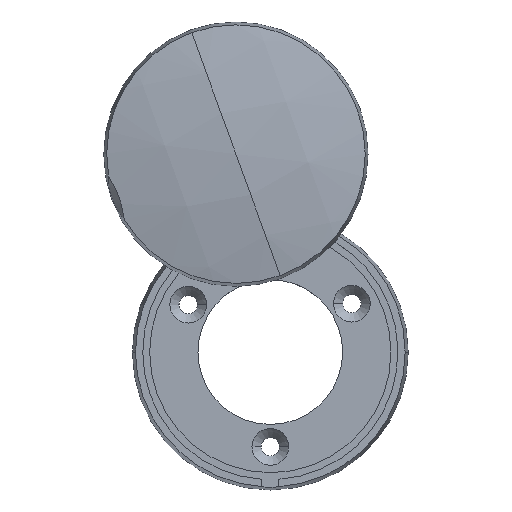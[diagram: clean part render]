
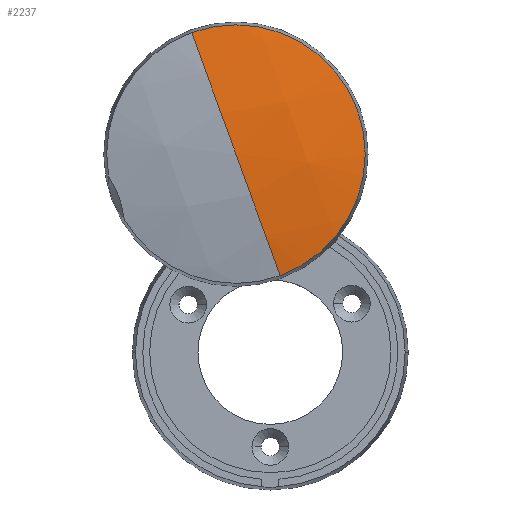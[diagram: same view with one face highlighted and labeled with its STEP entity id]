
A CAD part, top view. The second image highlights one B-rep face of the part: STEP entity #2237.
In plain terms, the highlighted spherical face has radius 110 mm.
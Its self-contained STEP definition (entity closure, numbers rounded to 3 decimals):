
#19 = CARTESIAN_POINT ( 'NONE',  ( 0., 0., 0. ) ) ;
#30 = CARTESIAN_POINT ( 'NONE',  ( -22.5, 0., -2.326 ) ) ;
#31 = CARTESIAN_POINT ( 'NONE',  ( 0., 22.5, -2.326 ) ) ;
#74 = CARTESIAN_POINT ( 'NONE',  ( 0., 0., -110. ) ) ;
#75 = DIRECTION ( 'NONE',  ( -1., 0., 0. ) ) ;
#76 = DIRECTION ( 'NONE',  ( 0., 1., 0. ) ) ;
#190 = CARTESIAN_POINT ( 'NONE',  ( 0., 0., -2.326 ) ) ;
#194 = DIRECTION ( 'NONE',  ( 0., 0., 1. ) ) ;
#195 = DIRECTION ( 'NONE',  ( 1., 0., 0. ) ) ;
#199 = CARTESIAN_POINT ( 'NONE',  ( 0., 0., -2.326 ) ) ;
#200 = DIRECTION ( 'NONE',  ( 0., 0., 1. ) ) ;
#201 = DIRECTION ( 'NONE',  ( 1., 0., 0. ) ) ;
#202 = CARTESIAN_POINT ( 'NONE',  ( 0., 0., -110. ) ) ;
#203 = DIRECTION ( 'NONE',  ( -1., 0., 0. ) ) ;
#204 = DIRECTION ( 'NONE',  ( 0., -1., 0. ) ) ;
#205 = CARTESIAN_POINT ( 'NONE',  ( 0., 0., -110. ) ) ;
#206 = DIRECTION ( 'NONE',  ( 1., 0., 0. ) ) ;
#207 = DIRECTION ( 'NONE',  ( 0., 0., -1. ) ) ;
#561 = VERTEX_POINT ( 'NONE', #1312 ) ;
#707 = EDGE_CURVE ( 'NONE', #1925, #1924, #1134, .T. ) ;
#712 = EDGE_CURVE ( 'NONE', #1924, #561, #1136, .T. ) ;
#714 = EDGE_CURVE ( 'NONE', #561, #1913, #1137, .T. ) ;
#716 = EDGE_CURVE ( 'NONE', #1925, #1913, #1138, .T. ) ;
#903 = AXIS2_PLACEMENT_3D ( 'NONE', #190, #194, #195 ) ;
#910 = AXIS2_PLACEMENT_3D ( 'NONE', #205, #206, #207 ) ;
#1134 = CIRCLE ( 'NONE', #903, 22.5 ) ;
#1136 = CIRCLE ( 'NONE', #1494, 22.5 ) ;
#1137 = CIRCLE ( 'NONE', #1490, 110. ) ;
#1138 = CIRCLE ( 'NONE', #910, 110. ) ;
#1312 = CARTESIAN_POINT ( 'NONE',  ( 0., -22.5, -2.326 ) ) ;
#1490 = AXIS2_PLACEMENT_3D ( 'NONE', #202, #203, #204 ) ;
#1494 = AXIS2_PLACEMENT_3D ( 'NONE', #199, #200, #201 ) ;
#1621 = ORIENTED_EDGE ( 'NONE', *, *, #707, .T. ) ;
#1622 = ORIENTED_EDGE ( 'NONE', *, *, #714, .T. ) ;
#1623 = ORIENTED_EDGE ( 'NONE', *, *, #712, .T. ) ;
#1624 = ORIENTED_EDGE ( 'NONE', *, *, #716, .F. ) ;
#1913 = VERTEX_POINT ( 'NONE', #19 ) ;
#1924 = VERTEX_POINT ( 'NONE', #30 ) ;
#1925 = VERTEX_POINT ( 'NONE', #31 ) ;
#1941 = AXIS2_PLACEMENT_3D ( 'NONE', #74, #75, #76 ) ;
#1943 = FACE_OUTER_BOUND ( 'NONE', #2050, .T. ) ;
#1947 = SPHERICAL_SURFACE ( 'NONE', #1941, 110. ) ;
#2050 = EDGE_LOOP ( 'NONE', ( #1621, #1623, #1622, #1624 ) ) ;
#2237 = ADVANCED_FACE ( 'NONE', ( #1943 ), #1947, .T. ) ;
